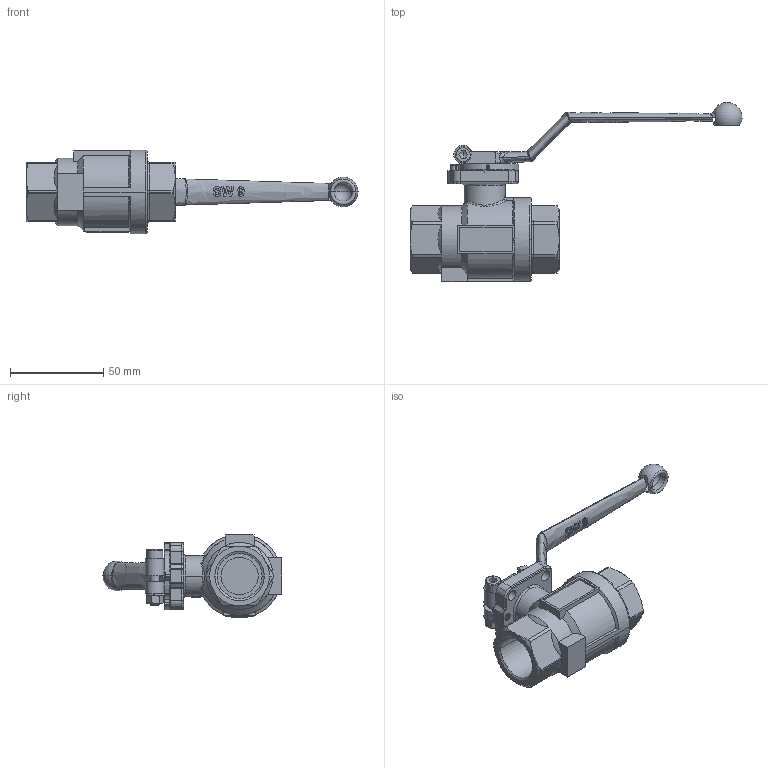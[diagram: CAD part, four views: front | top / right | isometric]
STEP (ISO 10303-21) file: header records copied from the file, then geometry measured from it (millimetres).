
FILE_DESCRIPTION(('STEP AP214'),'1');
FILE_NAME('valve_87e-dn-100-20.stp','2018-06-14T14:28:50',('TraceParts'),('TraceParts S.A.'),'Spatial InterOp 3D',' ',' ');
FILE_SCHEMA(('automotive_design'));
Length unit declared in the file: millimetre
Products named in the file (1): valve_87e-dn-100-20
Bounding box: 177.99 x 96 x 45 mm (x, y, z)
Volume: 99971.6 mm3; surface area: 31598.5 mm2
Topology: 1 solids, 4 shells, 660 faces, 1782 edges, 1142 vertices
Faces by surface type: plane 294, cylinder 163, bspline 108, cone 53, torus 32, sphere 10
Entity records: 30063 total; most frequent: CARTESIAN_POINT 8940, ORIENTED_EDGE 3536, DIRECTION 2982, EDGE_CURVE 1768, VERTEX_POINT 1142, AXIS2_PLACEMENT_3D 1044, LINE 894, VECTOR 894
